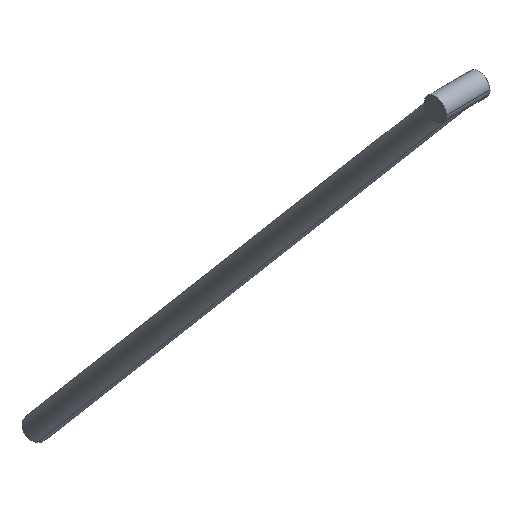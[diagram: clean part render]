
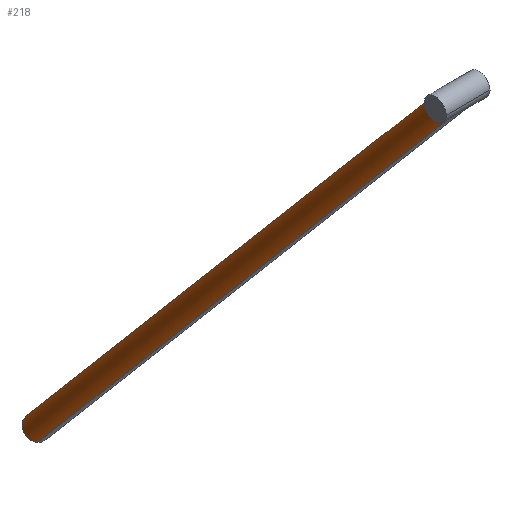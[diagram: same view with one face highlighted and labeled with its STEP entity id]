
A CAD part, isometric view. The second image highlights one B-rep face of the part: STEP entity #218.
In plain terms, the highlighted cylindrical face has radius 100 mm (diameter 200 mm), a partial arc.
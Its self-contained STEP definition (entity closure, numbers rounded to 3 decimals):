
#40=CARTESIAN_POINT('Vertex',(47.943,5838.376,1542.23)) ;
#42=CARTESIAN_POINT('Vertex',(-47.943,5704.402,1428.841)) ;
#45=CARTESIAN_POINT('Axis2P3D Location',(0.,5771.389,1485.536)) ;
#55=CARTESIAN_POINT('Axis2P3D Location',(0.,3848.194,3757.868)) ;
#78=CARTESIAN_POINT('Vertex',(-47.943,1888.985,5936.91)) ;
#81=CARTESIAN_POINT('Line Origine',(-47.943,3781.207,3701.173)) ;
#86=CARTESIAN_POINT('Line Origine',(47.943,3915.181,3814.562)) ;
#90=CARTESIAN_POINT('Vertex',(47.943,2022.959,6050.299)) ;
#147=CARTESIAN_POINT('Control Point',(0.,2001.331,6094.803)) ;
#148=CARTESIAN_POINT('Control Point',(0.838,2001.873,6094.163)) ;
#149=CARTESIAN_POINT('Control Point',(1.677,2002.407,6093.518)) ;
#150=CARTESIAN_POINT('Control Point',(2.34,2002.823,6093.002)) ;
#151=CARTESIAN_POINT('Control Point',(3.491,2003.543,6092.102)) ;
#152=CARTESIAN_POINT('Control Point',(4.641,2004.249,6091.192)) ;
#153=CARTESIAN_POINT('Control Point',(5.304,2004.654,6090.667)) ;
#154=CARTESIAN_POINT('Control Point',(9.502,2007.176,6087.301)) ;
#155=CARTESIAN_POINT('Control Point',(13.693,2009.524,6083.799)) ;
#156=CARTESIAN_POINT('Control Point',(17.038,2011.289,6080.91)) ;
#157=CARTESIAN_POINT('Control Point',(25.361,2015.403,6073.487)) ;
#158=CARTESIAN_POINT('Control Point',(33.573,2018.752,6065.564)) ;
#159=CARTESIAN_POINT('Control Point',(38.443,2020.472,6060.639)) ;
#160=CARTESIAN_POINT('Control Point',(43.241,2021.883,6055.547)) ;
#161=CARTESIAN_POINT('Control Point',(47.943,2022.959,6050.299)) ;
#162=CARTESIAN_POINT('Vertex',(0.,2001.331,6094.803)) ;
#166=CARTESIAN_POINT('Control Point',(-47.943,1888.985,5936.91)) ;
#167=CARTESIAN_POINT('Control Point',(-55.64,1897.168,5933.752)) ;
#168=CARTESIAN_POINT('Control Point',(-63.077,1905.91,5931.407)) ;
#169=CARTESIAN_POINT('Control Point',(-70.161,1915.201,5929.99)) ;
#170=CARTESIAN_POINT('Control Point',(-80.506,1930.646,5929.509)) ;
#171=CARTESIAN_POINT('Control Point',(-88.842,1946.897,5932.342)) ;
#172=CARTESIAN_POINT('Control Point',(-91.577,1952.933,5933.868)) ;
#173=CARTESIAN_POINT('Control Point',(-95.69,1963.581,5937.492)) ;
#174=CARTESIAN_POINT('Control Point',(-98.354,1973.957,5942.784)) ;
#175=CARTESIAN_POINT('Control Point',(-99.206,1978.353,5945.388)) ;
#176=CARTESIAN_POINT('Control Point',(-100.27,1986.942,5951.263)) ;
#177=CARTESIAN_POINT('Control Point',(-99.982,1994.736,5958.236)) ;
#178=CARTESIAN_POINT('Control Point',(-99.486,1998.419,5962.004)) ;
#179=CARTESIAN_POINT('Control Point',(-97.639,2005.962,5970.807)) ;
#180=CARTESIAN_POINT('Control Point',(-94.277,2012.001,5980.323)) ;
#181=CARTESIAN_POINT('Control Point',(-92.019,2014.841,5985.685)) ;
#182=CARTESIAN_POINT('Control Point',(-86.13,2020.231,5997.961)) ;
#183=CARTESIAN_POINT('Control Point',(-78.768,2023.367,6010.26)) ;
#184=CARTESIAN_POINT('Control Point',(-74.296,2024.474,6017.056)) ;
#185=CARTESIAN_POINT('Control Point',(-69.557,2025.,6023.71)) ;
#186=CARTESIAN_POINT('Control Point',(-64.603,2025.,6030.2)) ;
#187=CARTESIAN_POINT('Vertex',(-64.603,2025.,6030.2)) ;
#191=CARTESIAN_POINT('Control Point',(0.,2001.331,6094.803)) ;
#192=CARTESIAN_POINT('Control Point',(-0.838,2001.872,6094.164)) ;
#193=CARTESIAN_POINT('Control Point',(-1.676,2002.407,6093.519)) ;
#194=CARTESIAN_POINT('Control Point',(-2.339,2002.823,6093.002)) ;
#195=CARTESIAN_POINT('Control Point',(-3.491,2003.543,6092.102)) ;
#196=CARTESIAN_POINT('Control Point',(-4.642,2004.25,6091.192)) ;
#197=CARTESIAN_POINT('Control Point',(-5.305,2004.655,6090.666)) ;
#198=CARTESIAN_POINT('Control Point',(-7.537,2005.996,6088.877)) ;
#199=CARTESIAN_POINT('Control Point',(-9.767,2007.287,6087.049)) ;
#200=CARTESIAN_POINT('Control Point',(-11.159,2008.075,6085.891)) ;
#201=CARTESIAN_POINT('Control Point',(-20.816,2013.407,6077.753)) ;
#202=CARTESIAN_POINT('Control Point',(-30.389,2017.781,6068.914)) ;
#203=CARTESIAN_POINT('Control Point',(-38.452,2020.766,6060.877)) ;
#204=CARTESIAN_POINT('Control Point',(-48.624,2023.549,6049.906)) ;
#205=CARTESIAN_POINT('Control Point',(-58.267,2024.727,6038.269)) ;
#206=CARTESIAN_POINT('Control Point',(-60.414,2024.908,6035.61)) ;
#207=CARTESIAN_POINT('Control Point',(-62.527,2025.,6032.919)) ;
#208=CARTESIAN_POINT('Control Point',(-64.603,2025.,6030.2)) ;
#83=VECTOR('Line Direction',#82,1.) ;
#88=VECTOR('Line Direction',#87,1.) ;
#46=DIRECTION('Axis2P3D Direction',(0.,0.646,-0.763)) ;
#56=DIRECTION('Axis2P3D Direction',(0.,0.646,-0.763)) ;
#57=DIRECTION('Axis2P3D XDirection',(0.479,0.67,0.567)) ;
#82=DIRECTION('Vector Direction',(0.,0.646,-0.763)) ;
#87=DIRECTION('Vector Direction',(0.,0.646,-0.763)) ;
#47=AXIS2_PLACEMENT_3D('Circle Axis2P3D',#45,#46,$) ;
#58=AXIS2_PLACEMENT_3D('Cylinder Axis2P3D',#55,#56,#57) ;
#84=LINE('Line',#81,#83) ;
#89=LINE('Line',#86,#88) ;
#48=CIRCLE('generated circle',#47,100.) ;
#59=CYLINDRICAL_SURFACE('generated cylinder',#58,100.) ;
#49=EDGE_CURVE('',#43,#41,#48,.T.) ;
#85=EDGE_CURVE('',#43,#79,#84,.F.) ;
#92=EDGE_CURVE('',#41,#91,#89,.F.) ;
#164=EDGE_CURVE('',#163,#91,#146,.T.) ;
#189=EDGE_CURVE('',#79,#188,#165,.T.) ;
#209=EDGE_CURVE('',#163,#188,#190,.T.) ;
#211=ORIENTED_EDGE('',*,*,#164,.T.) ;
#212=ORIENTED_EDGE('',*,*,#92,.F.) ;
#213=ORIENTED_EDGE('',*,*,#49,.F.) ;
#214=ORIENTED_EDGE('',*,*,#85,.T.) ;
#215=ORIENTED_EDGE('',*,*,#189,.T.) ;
#216=ORIENTED_EDGE('',*,*,#209,.F.) ;
#210=EDGE_LOOP('',(#211,#212,#213,#214,#215,#216)) ;
#41=VERTEX_POINT('',#40) ;
#43=VERTEX_POINT('',#42) ;
#79=VERTEX_POINT('',#78) ;
#91=VERTEX_POINT('',#90) ;
#163=VERTEX_POINT('',#162) ;
#188=VERTEX_POINT('',#187) ;
#218=ADVANCED_FACE('PartBody',(#217),#59,.T.) ;
#146=B_SPLINE_CURVE_WITH_KNOTS('',5,(#147,#148,#149,#150,#151,#152,#153,#154,#155,#156,#157,#158,#159,#160,#161),.UNSPECIFIED.,.F.,.U.,(6,3,3,3,6),(0.,8.381,16.763,50.398,100.797),.UNSPECIFIED.) ;
#165=B_SPLINE_CURVE_WITH_KNOTS('',5,(#166,#167,#168,#169,#170,#171,#172,#173,#174,#175,#176,#177,#178,#179,#180,#181,#182,#183,#184,#185,#186),.UNSPECIFIED.,.F.,.U.,(6,3,3,3,3,3,6),(0.,82.517,130.29,166.73,203.952,249.429,307.16),.UNSPECIFIED.) ;
#190=B_SPLINE_CURVE_WITH_KNOTS('',5,(#191,#192,#193,#194,#195,#196,#197,#198,#199,#200,#201,#202,#203,#204,#205,#206,#207,#208),.UNSPECIFIED.,.F.,.U.,(6,3,3,3,3,6),(0.,8.377,16.754,30.717,113.674,137.864),.UNSPECIFIED.) ;
#217=FACE_OUTER_BOUND('',#210,.T.) ;
